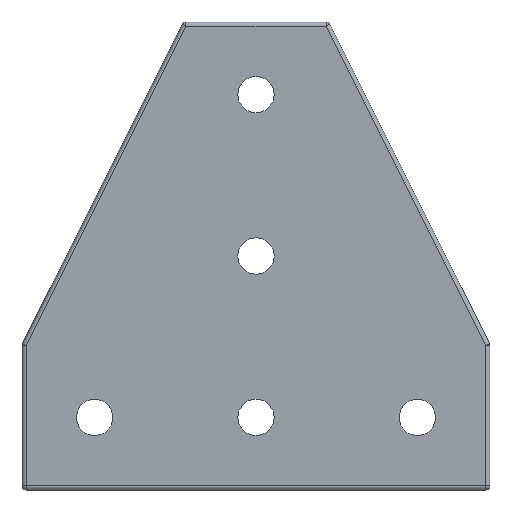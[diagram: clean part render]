
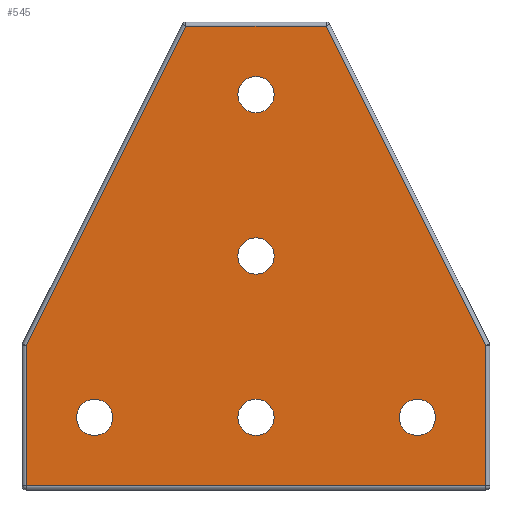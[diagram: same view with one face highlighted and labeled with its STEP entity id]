
A CAD part, top view. The second image highlights one B-rep face of the part: STEP entity #545.
In plain terms, the highlighted planar face has unit normal (0, 0, 1).
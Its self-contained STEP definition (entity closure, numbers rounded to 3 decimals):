
#5=DIRECTION('',(-0.447,-0.894,0.));
#6=VECTOR('',#5,88.589);
#7=CARTESIAN_POINT('',(40.618,115.,3.));
#8=LINE('',#7,#6);
#9=DIRECTION('',(-0.447,0.894,0.));
#10=VECTOR('',#9,88.589);
#11=CARTESIAN_POINT('',(115.,35.764,3.));
#12=LINE('',#11,#10);
#13=CARTESIAN_POINT('',(58.,58.,3.));
#14=DIRECTION('',(0.,0.,-1.));
#15=DIRECTION('',(1.,0.,0.));
#16=AXIS2_PLACEMENT_3D('',#13,#14,#15);
#18=CARTESIAN_POINT('',(58.,58.,3.));
#19=DIRECTION('',(0.,0.,-1.));
#20=DIRECTION('',(-1.,0.,0.));
#21=AXIS2_PLACEMENT_3D('',#18,#19,#20);
#23=CARTESIAN_POINT('',(58.,18.,3.));
#24=DIRECTION('',(0.,0.,-1.));
#25=DIRECTION('',(1.,0.,0.));
#26=AXIS2_PLACEMENT_3D('',#23,#24,#25);
#28=CARTESIAN_POINT('',(58.,18.,3.));
#29=DIRECTION('',(0.,0.,-1.));
#30=DIRECTION('',(-1.,0.,0.));
#31=AXIS2_PLACEMENT_3D('',#28,#29,#30);
#33=CARTESIAN_POINT('',(18.,18.,3.));
#34=DIRECTION('',(0.,0.,-1.));
#35=DIRECTION('',(1.,0.,0.));
#36=AXIS2_PLACEMENT_3D('',#33,#34,#35);
#38=CARTESIAN_POINT('',(18.,18.,3.));
#39=DIRECTION('',(0.,0.,-1.));
#40=DIRECTION('',(-1.,0.,0.));
#41=AXIS2_PLACEMENT_3D('',#38,#39,#40);
#43=CARTESIAN_POINT('',(98.,18.,3.));
#44=DIRECTION('',(0.,0.,-1.));
#45=DIRECTION('',(1.,0.,0.));
#46=AXIS2_PLACEMENT_3D('',#43,#44,#45);
#48=CARTESIAN_POINT('',(98.,18.,3.));
#49=DIRECTION('',(0.,0.,-1.));
#50=DIRECTION('',(-1.,0.,0.));
#51=AXIS2_PLACEMENT_3D('',#48,#49,#50);
#53=CARTESIAN_POINT('',(58.,98.,3.));
#54=DIRECTION('',(0.,0.,-1.));
#55=DIRECTION('',(1.,0.,0.));
#56=AXIS2_PLACEMENT_3D('',#53,#54,#55);
#58=CARTESIAN_POINT('',(58.,98.,3.));
#59=DIRECTION('',(0.,0.,-1.));
#60=DIRECTION('',(-1.,0.,0.));
#61=AXIS2_PLACEMENT_3D('',#58,#59,#60);
#82=DIRECTION('',(1.,0.,0.));
#83=VECTOR('',#82,34.764);
#84=CARTESIAN_POINT('',(40.618,115.,3.));
#85=LINE('',#84,#83);
#124=DIRECTION('',(0.,-1.,0.));
#125=VECTOR('',#124,34.764);
#126=CARTESIAN_POINT('',(115.,35.764,3.));
#127=LINE('',#126,#125);
#286=DIRECTION('',(0.,1.,0.));
#287=VECTOR('',#286,34.764);
#288=CARTESIAN_POINT('',(1.,1.,3.));
#289=LINE('',#288,#287);
#317=DIRECTION('',(-1.,0.,0.));
#318=VECTOR('',#317,114.);
#319=CARTESIAN_POINT('',(115.,1.,3.));
#320=LINE('',#319,#318);
#385=CARTESIAN_POINT('',(53.5,98.,3.));
#386=CARTESIAN_POINT('',(62.5,98.,3.));
#387=VERTEX_POINT('',#385);
#388=VERTEX_POINT('',#386);
#398=CARTESIAN_POINT('',(1.,35.764,3.));
#400=VERTEX_POINT('',#398);
#401=CARTESIAN_POINT('',(53.5,58.,3.));
#402=CARTESIAN_POINT('',(62.5,58.,3.));
#403=VERTEX_POINT('',#401);
#404=VERTEX_POINT('',#402);
#418=CARTESIAN_POINT('',(53.5,18.,3.));
#420=VERTEX_POINT('',#418);
#422=CARTESIAN_POINT('',(93.5,18.,3.));
#424=VERTEX_POINT('',#422);
#426=CARTESIAN_POINT('',(115.,35.764,3.));
#428=VERTEX_POINT('',#426);
#433=CARTESIAN_POINT('',(102.5,18.,3.));
#434=VERTEX_POINT('',#433);
#441=CARTESIAN_POINT('',(75.382,115.,3.));
#442=VERTEX_POINT('',#441);
#443=CARTESIAN_POINT('',(115.,1.,3.));
#444=VERTEX_POINT('',#443);
#445=CARTESIAN_POINT('',(40.618,115.,3.));
#446=VERTEX_POINT('',#445);
#449=CARTESIAN_POINT('',(13.5,18.,3.));
#450=VERTEX_POINT('',#449);
#463=CARTESIAN_POINT('',(1.,1.,3.));
#464=VERTEX_POINT('',#463);
#466=CARTESIAN_POINT('',(62.5,18.,3.));
#468=VERTEX_POINT('',#466);
#473=CARTESIAN_POINT('',(22.5,18.,3.));
#474=VERTEX_POINT('',#473);
#497=CARTESIAN_POINT('',(0.,0.,3.));
#498=DIRECTION('',(0.,0.,-1.));
#499=DIRECTION('',(-1.,0.,0.));
#500=AXIS2_PLACEMENT_3D('',#497,#498,#499);
#501=PLANE('',#500);
#503=ORIENTED_EDGE('',*,*,#502,.F.);
#505=ORIENTED_EDGE('',*,*,#504,.T.);
#507=ORIENTED_EDGE('',*,*,#506,.F.);
#509=ORIENTED_EDGE('',*,*,#508,.T.);
#511=ORIENTED_EDGE('',*,*,#510,.T.);
#513=ORIENTED_EDGE('',*,*,#512,.T.);
#514=EDGE_LOOP('',(#503,#505,#507,#509,#511,#513));
#515=FACE_OUTER_BOUND('',#514,.F.);
#517=ORIENTED_EDGE('',*,*,#516,.F.);
#519=ORIENTED_EDGE('',*,*,#518,.F.);
#520=EDGE_LOOP('',(#517,#519));
#521=FACE_BOUND('',#520,.F.);
#523=ORIENTED_EDGE('',*,*,#522,.F.);
#525=ORIENTED_EDGE('',*,*,#524,.F.);
#526=EDGE_LOOP('',(#523,#525));
#527=FACE_BOUND('',#526,.F.);
#529=ORIENTED_EDGE('',*,*,#528,.F.);
#531=ORIENTED_EDGE('',*,*,#530,.F.);
#532=EDGE_LOOP('',(#529,#531));
#533=FACE_BOUND('',#532,.F.);
#534=ORIENTED_EDGE('',*,*,#486,.F.);
#536=ORIENTED_EDGE('',*,*,#535,.F.);
#537=EDGE_LOOP('',(#534,#536));
#538=FACE_BOUND('',#537,.F.);
#540=ORIENTED_EDGE('',*,*,#539,.F.);
#542=ORIENTED_EDGE('',*,*,#541,.F.);
#543=EDGE_LOOP('',(#540,#542));
#544=FACE_BOUND('',#543,.F.);
#545=ADVANCED_FACE('',(#515,#521,#527,#533,#538,#544),#501,.F.);
#17=CIRCLE('',#16,4.5);
#22=CIRCLE('',#21,4.5);
#27=CIRCLE('',#26,4.5);
#32=CIRCLE('',#31,4.5);
#37=CIRCLE('',#36,4.5);
#42=CIRCLE('',#41,4.5);
#47=CIRCLE('',#46,4.5);
#52=CIRCLE('',#51,4.5);
#57=CIRCLE('',#56,4.5);
#62=CIRCLE('',#61,4.5);
#486=EDGE_CURVE('',#434,#424,#47,.T.);
#502=EDGE_CURVE('',#446,#400,#8,.T.);
#504=EDGE_CURVE('',#446,#442,#85,.T.);
#506=EDGE_CURVE('',#428,#442,#12,.T.);
#508=EDGE_CURVE('',#428,#444,#127,.T.);
#510=EDGE_CURVE('',#444,#464,#320,.T.);
#512=EDGE_CURVE('',#464,#400,#289,.T.);
#516=EDGE_CURVE('',#404,#403,#17,.T.);
#518=EDGE_CURVE('',#403,#404,#22,.T.);
#522=EDGE_CURVE('',#468,#420,#27,.T.);
#524=EDGE_CURVE('',#420,#468,#32,.T.);
#528=EDGE_CURVE('',#474,#450,#37,.T.);
#530=EDGE_CURVE('',#450,#474,#42,.T.);
#535=EDGE_CURVE('',#424,#434,#52,.T.);
#539=EDGE_CURVE('',#388,#387,#57,.T.);
#541=EDGE_CURVE('',#387,#388,#62,.T.);
